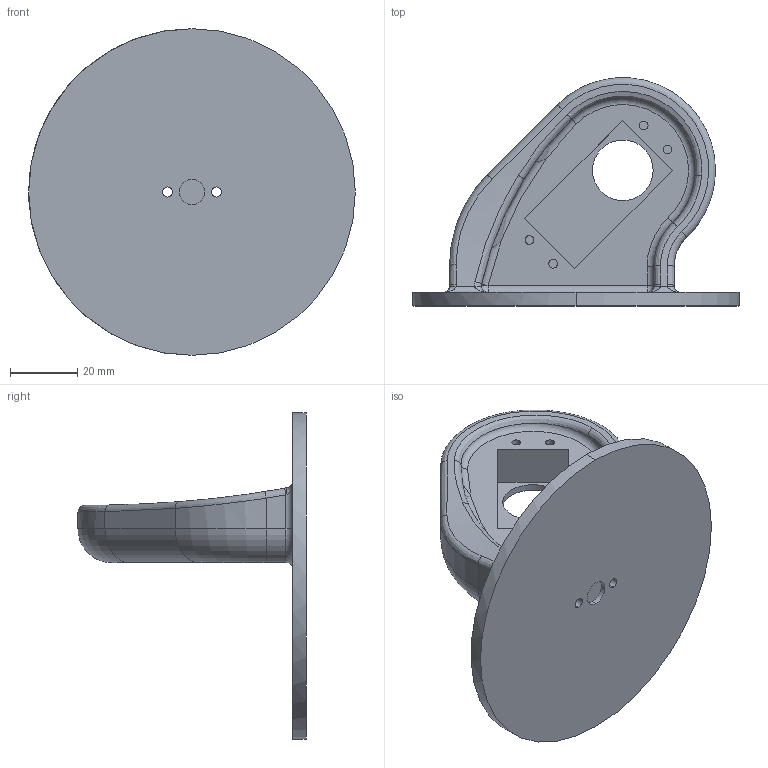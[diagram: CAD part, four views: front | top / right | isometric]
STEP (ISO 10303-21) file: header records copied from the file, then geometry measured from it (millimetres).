
FILE_DESCRIPTION (( 'STEP AP203' ), '1' );
FILE_NAME ('Shoulder_Default_sldprt.STEP', '2024-12-02T03:32:30', ( '' ), ( '' ), 'SwSTEP 2.0', 'SolidWorks 2023', '' );
FILE_SCHEMA (( 'CONFIG_CONTROL_DESIGN' ));
Length unit declared in the file: millimetre
Products named in the file (1): Shoulder_Default_sldprt
Bounding box: 97 x 67.76 x 97 mm (x, y, z)
Volume: 73261.2 mm3; surface area: 26647.1 mm2
Topology: 1 solids, 1 shells, 87 faces, 203 edges, 119 vertices
Faces by surface type: cylinder 37, bspline 21, plane 18, torus 8, sphere 3
Entity records: 3573 total; most frequent: CARTESIAN_POINT 1636, ORIENTED_EDGE 396, DIRECTION 380, EDGE_CURVE 198, AXIS2_PLACEMENT_3D 159, VERTEX_POINT 119, EDGE_LOOP 99, CIRCLE 92
